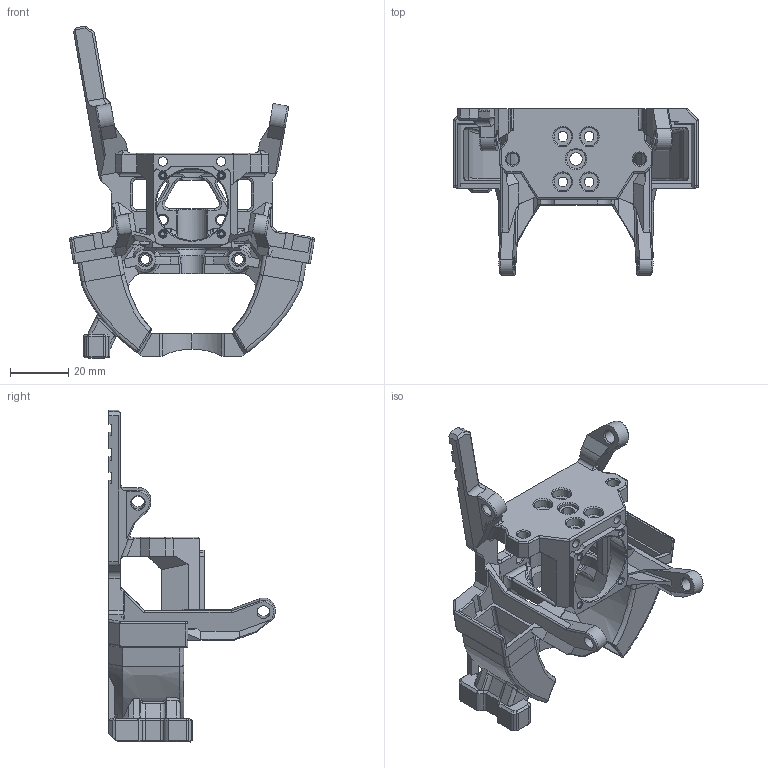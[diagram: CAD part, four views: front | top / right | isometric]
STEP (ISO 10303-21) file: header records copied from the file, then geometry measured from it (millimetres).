
FILE_DESCRIPTION(/* description */ (''),/* implementation_level */ '2;1');
FILE_NAME(/* name */ 'Toolhead Chube Air Sherpa Mini.step',/* time_stamp */ '2025-12-18T17:33:43Z',/* author */ (''),/* organization */ (''),/* preprocessor_version */ 'ST-DEVELOPER v20.1',/* originating_system */ 'Autodesk Translation Framework v14.21.0.0',/* authorisation */ '');
FILE_SCHEMA (('AUTOMOTIVE_DESIGN { 1 0 10303 214 3 1 1 }'));
Length unit declared in the file: millimetre
Products named in the file (1): (Unsaved)
Bounding box: 84.01 x 57.11 x 113.78 mm (x, y, z)
Volume: 38506.7 mm3; surface area: 29412.6 mm2
Topology: 1 solids, 1 shells, 820 faces, 2267 edges, 1433 vertices
Faces by surface type: plane 400, cylinder 195, bspline 118, cone 75, torus 28, sphere 4
Full cylindrical faces by diameter (mm): 2 x2, 2.3 x6, 3.2 x6, 4.1 x4, 4.4 x4, 6.2 x2, 6.5 x1
Entity records: 36125 total; most frequent: CARTESIAN_POINT 15852, ORIENTED_EDGE 4518, DIRECTION 3824, EDGE_CURVE 2259, VERTEX_POINT 1435, LINE 1342, VECTOR 1342, AXIS2_PLACEMENT_3D 1241
